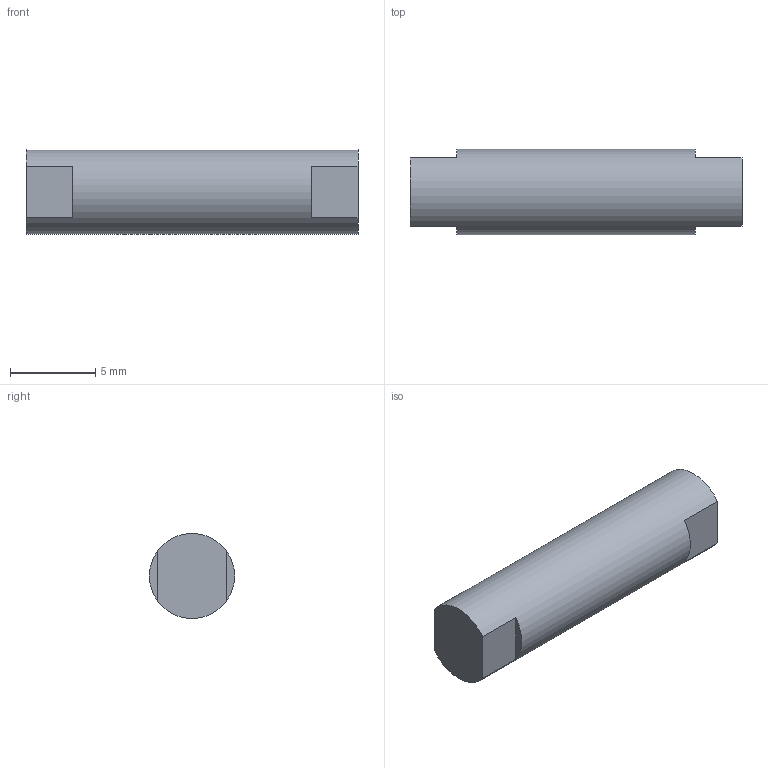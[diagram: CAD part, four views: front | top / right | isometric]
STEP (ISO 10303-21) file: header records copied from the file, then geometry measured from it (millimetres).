
FILE_DESCRIPTION(/* description */ ('EJE CORREA X'),/* implementation_level */ '2;1');
FILE_NAME(/* name */ 'C04H030018-x-axis-idler-pulley-shaft.stp',/* time_stamp */ '2014-12-22T14:48:55+01:00',/* author */ ('MARCHA TECHNOLOGY'),/* organization */ ('MARCHA TECHNOLOGY'),/* preprocessor_version */ 'ST-DEVELOPER v15.6',/* originating_system */ 'Autodesk Inventor 2015',/* authorisation */ '');
FILE_SCHEMA (('CONFIG_CONTROL_DESIGN'));
Length unit declared in the file: millimetre
Products named in the file (1): C04H030018-x-axis-idler-pulley-shaft
Bounding box: 19.5 x 5 x 4.98 mm (x, y, z)
Volume: 371.6 mm3; surface area: 343.2 mm2
Topology: 1 solids, 1 shells, 11 faces, 25 edges, 16 vertices
Faces by surface type: plane 10, cylinder 1
Full cylindrical faces by diameter (mm): 5 x1
Entity records: 330 total; most frequent: DIRECTION 56, CARTESIAN_POINT 52, ORIENTED_EDGE 48, EDGE_CURVE 24, AXIS2_PLACEMENT_3D 20, LINE 16, VECTOR 16, VERTEX_POINT 16
